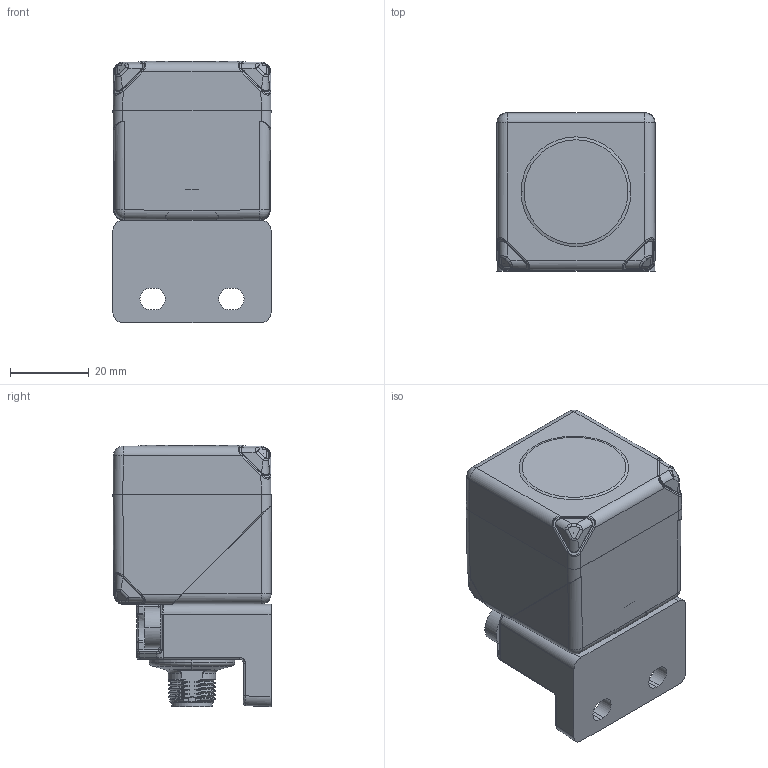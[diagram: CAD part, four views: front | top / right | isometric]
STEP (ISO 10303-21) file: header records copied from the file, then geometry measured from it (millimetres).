
FILE_DESCRIPTION((''),'2;1');
FILE_NAME('CAD-8604_SW0001','2023-02-13T09:10:13',('creinig-se'),(''),'CREO PARAMETRIC BY PTC INC, 2019292','CREO PARAMETRIC BY PTC INC, 2019292','');
FILE_SCHEMA(('CONFIG_CONTROL_DESIGN','SHAPE_APPEARANCE_LAYERS_GROUPS'));
Length unit declared in the file: millimetre
Products named in the file (1): CAD-8604_SW0001
Bounding box: 40.15 x 40.15 x 66.36 mm (x, y, z)
Volume: 84293.3 mm3; surface area: 17878.5 mm2
Topology: 1 solids, 2 shells, 950 faces, 2637 edges, 1654 vertices
Faces by surface type: plane 357, cylinder 331, bspline 116, cone 63, torus 59, sphere 24
Entity records: 45801 total; most frequent: CARTESIAN_POINT 16260, ORIENTED_EDGE 5214, DIRECTION 4189, EDGE_CURVE 2607, VERTEX_POINT 1654, AXIS2_PLACEMENT_3D 1495, VECTOR 1199, LINE 1199
